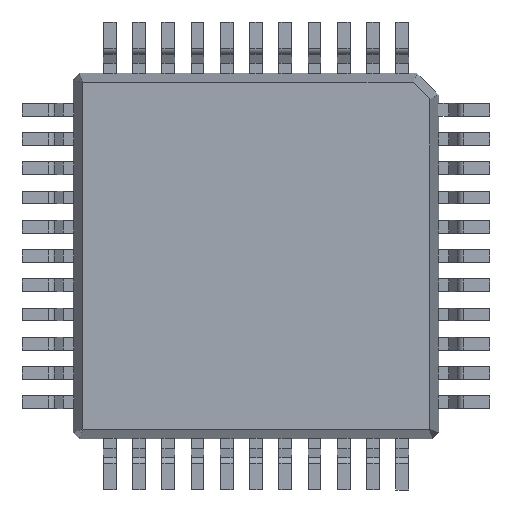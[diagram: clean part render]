
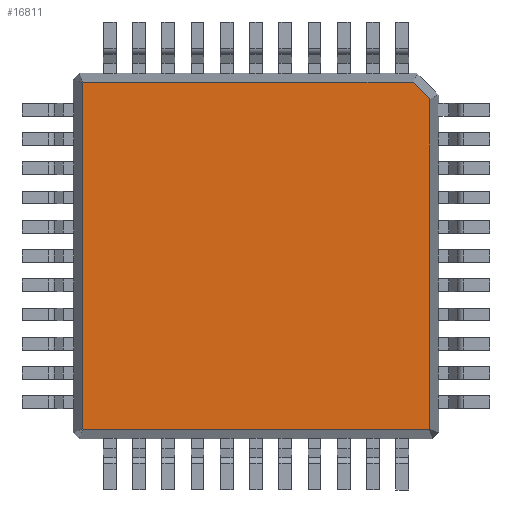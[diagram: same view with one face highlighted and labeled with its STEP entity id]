
A CAD part, front view. The second image highlights one B-rep face of the part: STEP entity #16811.
In plain terms, the highlighted planar face has unit normal (0, -1, 0).
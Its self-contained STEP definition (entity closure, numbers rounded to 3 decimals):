
#249 = CARTESIAN_POINT ( 'NONE',  ( 4.753, -1.4, 4.298 ) ) ;
#683 = VECTOR ( 'NONE', #18898, 1000. ) ;
#1115 = DIRECTION ( 'NONE',  ( 0.707, 0., -0.707 ) ) ;
#1547 = LINE ( 'NONE', #10685, #5152 ) ;
#1571 = EDGE_CURVE ( 'NONE', #11924, #12355, #6933, .T. ) ;
#2110 = VERTEX_POINT ( 'NONE', #3255 ) ;
#2129 = CARTESIAN_POINT ( 'NONE',  ( 4.753, -1.4, -4.83 ) ) ;
#2139 = ORIENTED_EDGE ( 'NONE', *, *, #15346, .F. ) ;
#2326 = CARTESIAN_POINT ( 'NONE',  ( -4.728, -1.4, 4.753 ) ) ;
#2541 = CARTESIAN_POINT ( 'NONE',  ( -4.753, -1.4, -4.728 ) ) ;
#2906 = PLANE ( 'NONE',  #3260 ) ;
#3255 = CARTESIAN_POINT ( 'NONE',  ( 4.728, -1.4, -4.753 ) ) ;
#3260 = AXIS2_PLACEMENT_3D ( 'NONE', #15224, #5877, #13805 ) ;
#3442 = EDGE_CURVE ( 'NONE', #8827, #17468, #14317, .T. ) ;
#4365 = DIRECTION ( 'NONE',  ( 1., 0., 0. ) ) ;
#5152 = VECTOR ( 'NONE', #10597, 1000. ) ;
#5280 = LINE ( 'NONE', #2129, #11057 ) ;
#5471 = LINE ( 'NONE', #16644, #12823 ) ;
#5877 = DIRECTION ( 'NONE',  ( 0., -1., 0. ) ) ;
#6349 = ORIENTED_EDGE ( 'NONE', *, *, #1571, .F. ) ;
#6387 = VERTEX_POINT ( 'NONE', #7462 ) ;
#6933 = LINE ( 'NONE', #18192, #7421 ) ;
#7421 = VECTOR ( 'NONE', #11690, 1000. ) ;
#7462 = CARTESIAN_POINT ( 'NONE',  ( 4.753, -1.4, -4.728 ) ) ;
#8266 = EDGE_CURVE ( 'NONE', #12355, #13687, #5471, .T. ) ;
#8827 = VERTEX_POINT ( 'NONE', #12543 ) ;
#8990 = EDGE_LOOP ( 'NONE', ( #11507, #6349, #16482, #18981, #19883, #17469, #18113, #2139 ) ) ;
#9820 = LINE ( 'NONE', #18969, #17621 ) ;
#10262 = CARTESIAN_POINT ( 'NONE',  ( 4.225, -1.4, 4.825 ) ) ;
#10597 = DIRECTION ( 'NONE',  ( -1., 0., 0. ) ) ;
#10685 = CARTESIAN_POINT ( 'NONE',  ( -4.83, -1.4, -4.753 ) ) ;
#10691 = EDGE_CURVE ( 'NONE', #2110, #8827, #1547, .T. ) ;
#11057 = VECTOR ( 'NONE', #14429, 1000. ) ;
#11256 = CARTESIAN_POINT ( 'NONE',  ( -4.825, -1.4, -4.655 ) ) ;
#11507 = ORIENTED_EDGE ( 'NONE', *, *, #8266, .F. ) ;
#11690 = DIRECTION ( 'NONE',  ( 0.707, 0., 0.707 ) ) ;
#11924 = VERTEX_POINT ( 'NONE', #16669 ) ;
#12249 = EDGE_CURVE ( 'NONE', #16093, #6387, #5280, .T. ) ;
#12355 = VERTEX_POINT ( 'NONE', #2326 ) ;
#12543 = CARTESIAN_POINT ( 'NONE',  ( -4.728, -1.4, -4.753 ) ) ;
#12823 = VECTOR ( 'NONE', #4365, 1000. ) ;
#12849 = EDGE_CURVE ( 'NONE', #17468, #11924, #18253, .T. ) ;
#13265 = DIRECTION ( 'NONE',  ( 0., 0., 1. ) ) ;
#13687 = VERTEX_POINT ( 'NONE', #14460 ) ;
#13805 = DIRECTION ( 'NONE',  ( 0., 0., -1. ) ) ;
#14317 = LINE ( 'NONE', #11256, #683 ) ;
#14429 = DIRECTION ( 'NONE',  ( 0., 0., -1. ) ) ;
#14460 = CARTESIAN_POINT ( 'NONE',  ( 4.298, -1.4, 4.753 ) ) ;
#15202 = CARTESIAN_POINT ( 'NONE',  ( -4.753, -1.4, -4.83 ) ) ;
#15224 = CARTESIAN_POINT ( 'NONE',  ( 5., -1.4, 5. ) ) ;
#15346 = EDGE_CURVE ( 'NONE', #13687, #16093, #19700, .T. ) ;
#16093 = VERTEX_POINT ( 'NONE', #249 ) ;
#16482 = ORIENTED_EDGE ( 'NONE', *, *, #12849, .F. ) ;
#16531 = FACE_OUTER_BOUND ( 'NONE', #8990, .T. ) ;
#16644 = CARTESIAN_POINT ( 'NONE',  ( -4.83, -1.4, 4.753 ) ) ;
#16669 = CARTESIAN_POINT ( 'NONE',  ( -4.753, -1.4, 4.728 ) ) ;
#16811 = ADVANCED_FACE ( 'NONE', ( #16531 ), #2906, .T. ) ;
#17468 = VERTEX_POINT ( 'NONE', #2541 ) ;
#17469 = ORIENTED_EDGE ( 'NONE', *, *, #19018, .F. ) ;
#17621 = VECTOR ( 'NONE', #19061, 1000. ) ;
#18113 = ORIENTED_EDGE ( 'NONE', *, *, #12249, .F. ) ;
#18192 = CARTESIAN_POINT ( 'NONE',  ( -4.825, -1.4, 4.655 ) ) ;
#18253 = LINE ( 'NONE', #15202, #19788 ) ;
#18501 = VECTOR ( 'NONE', #1115, 1000. ) ;
#18898 = DIRECTION ( 'NONE',  ( -0.707, 0., 0.707 ) ) ;
#18969 = CARTESIAN_POINT ( 'NONE',  ( 4.655, -1.4, -4.825 ) ) ;
#18981 = ORIENTED_EDGE ( 'NONE', *, *, #3442, .F. ) ;
#19018 = EDGE_CURVE ( 'NONE', #6387, #2110, #9820, .T. ) ;
#19061 = DIRECTION ( 'NONE',  ( -0.707, 0., -0.707 ) ) ;
#19700 = LINE ( 'NONE', #10262, #18501 ) ;
#19788 = VECTOR ( 'NONE', #13265, 1000. ) ;
#19883 = ORIENTED_EDGE ( 'NONE', *, *, #10691, .F. ) ;
